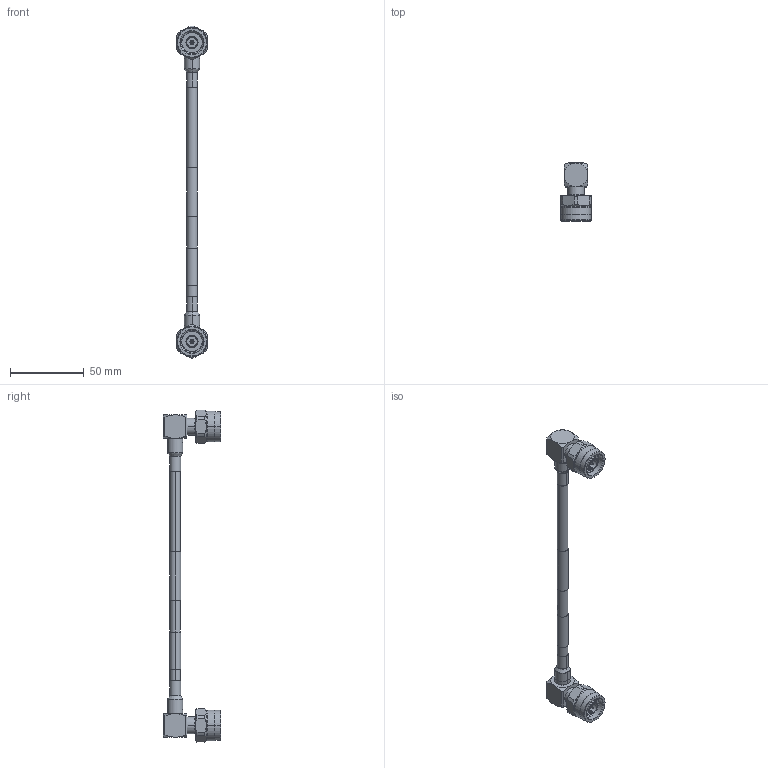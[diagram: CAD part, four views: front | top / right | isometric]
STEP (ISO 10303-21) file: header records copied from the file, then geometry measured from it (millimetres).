
FILE_DESCRIPTION (( 'STEP AP214' ), '1' );
FILE_NAME ('LCCA31045.step', '2022-10-04T19:19:35', ( '' ), ( '' ), 'SwSTEP 2.0', 'SolidWorks 2021', '' );
FILE_SCHEMA (( 'AUTOMOTIVE_DESIGN' ));
Length unit declared in the file: inch
Products named in the file (3): TC-250-NM-RA-LP-LC^LCCA31045; LCCA31045;  SPP-250-LLPL ^LCCA31045_SPP-250-LLPL
Assembly tree (3 placements, depth 2):
  LCCA31045
     SPP-250-LLPL ^LCCA31045_SPP-250-LLPL
    TC-250-NM-RA-LP-LC^LCCA31045  x2
Bounding box: 20.92 x 39.19 x 225.76 mm (x, y, z)
Volume: 24818.9 mm3; surface area: 16848.2 mm2
Topology: 9 solids, 9 shells, 396 faces, 958 edges, 612 vertices
Faces by surface type: cylinder 152, plane 118, cone 84, bspline 38, torus 4
Entity records: 10232 total; most frequent: CARTESIAN_POINT 5396, ORIENTED_EDGE 988, DIRECTION 924, EDGE_CURVE 494, AXIS2_PLACEMENT_3D 382, VERTEX_POINT 316, EDGE_LOOP 230, FACE_OUTER_BOUND 206
